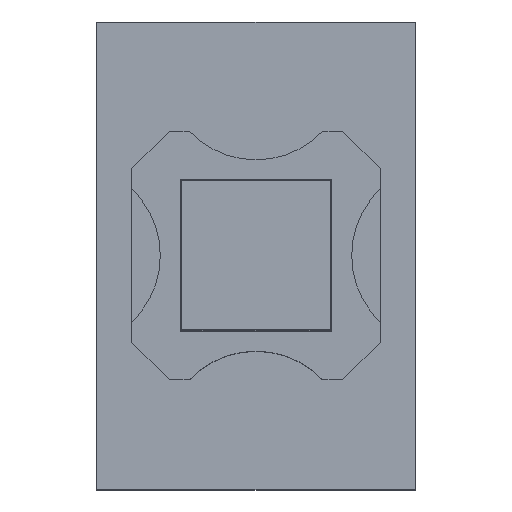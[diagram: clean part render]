
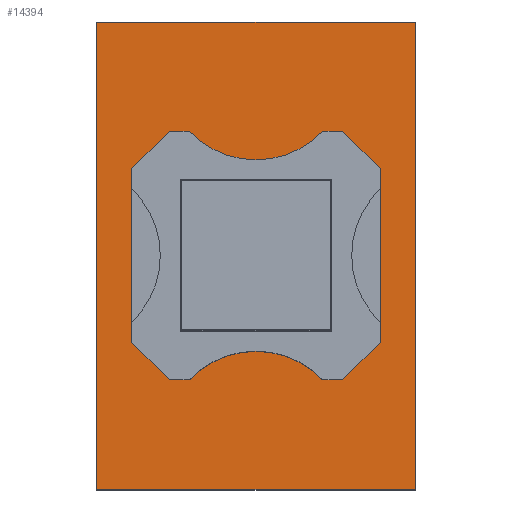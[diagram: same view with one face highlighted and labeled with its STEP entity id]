
A CAD part, top view. The second image highlights one B-rep face of the part: STEP entity #14394.
In plain terms, the highlighted planar face has unit normal (0, 0, 1).
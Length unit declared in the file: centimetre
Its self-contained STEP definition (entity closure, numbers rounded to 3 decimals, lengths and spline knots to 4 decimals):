
#182=FACE_BOUND('',#1852,.T.);
#489=CIRCLE('',#15087,0.371);
#490=CIRCLE('',#15089,0.371);
#1058=FACE_OUTER_BOUND('',#1851,.T.);
#1851=EDGE_LOOP('',(#11466,#11467,#11468,#11469));
#1852=EDGE_LOOP('',(#11470,#11471,#11472,#11473,#11474,#11475,#11476,#11477,
#11478,#11479,#11480,#11481));
#3055=LINE('',#23453,#4789);
#3105=LINE('',#23573,#4839);
#3107=LINE('',#23577,#4841);
#3110=LINE('',#23582,#4844);
#3114=LINE('',#23591,#4848);
#3116=LINE('',#23594,#4850);
#3118=LINE('',#23598,#4852);
#3120=LINE('',#23602,#4854);
#3121=LINE('',#23604,#4855);
#3123=LINE('',#23608,#4857);
#3124=LINE('',#23610,#4858);
#3125=LINE('',#23613,#4859);
#3126=LINE('',#23615,#4860);
#3127=LINE('',#23616,#4861);
#4789=VECTOR('',#17019,1.);
#4839=VECTOR('',#17123,1.);
#4841=VECTOR('',#17127,1.);
#4844=VECTOR('',#17132,1.);
#4848=VECTOR('',#17142,1.);
#4850=VECTOR('',#17146,1.);
#4852=VECTOR('',#17150,1.);
#4854=VECTOR('',#17154,1.);
#4855=VECTOR('',#17157,1.);
#4857=VECTOR('',#17161,1.);
#4858=VECTOR('',#17164,1.);
#4859=VECTOR('',#17167,1.);
#4860=VECTOR('',#17168,1.);
#4861=VECTOR('',#17169,1.);
#6448=VERTEX_POINT('',#23450);
#6449=VERTEX_POINT('',#23452);
#6488=VERTEX_POINT('',#23560);
#6489=VERTEX_POINT('',#23561);
#6490=VERTEX_POINT('',#23566);
#6491=VERTEX_POINT('',#23567);
#6492=VERTEX_POINT('',#23572);
#6493=VERTEX_POINT('',#23576);
#6494=VERTEX_POINT('',#23580);
#6495=VERTEX_POINT('',#23588);
#6496=VERTEX_POINT('',#23590);
#6497=VERTEX_POINT('',#23596);
#6498=VERTEX_POINT('',#23600);
#6499=VERTEX_POINT('',#23606);
#6500=VERTEX_POINT('',#23612);
#6501=VERTEX_POINT('',#23614);
#8185=EDGE_CURVE('',#6448,#6449,#3055,.T.);
#8237=EDGE_CURVE('',#6488,#6489,#489,.T.);
#8240=EDGE_CURVE('',#6490,#6491,#490,.T.);
#8243=EDGE_CURVE('',#6492,#6489,#3105,.T.);
#8245=EDGE_CURVE('',#6493,#6491,#3107,.T.);
#8248=EDGE_CURVE('',#6490,#6494,#3110,.T.);
#8252=EDGE_CURVE('',#6496,#6495,#3114,.T.);
#8254=EDGE_CURVE('',#6495,#6493,#3116,.T.);
#8256=EDGE_CURVE('',#6494,#6497,#3118,.T.);
#8258=EDGE_CURVE('',#6497,#6498,#3120,.T.);
#8259=EDGE_CURVE('',#6498,#6492,#3121,.T.);
#8261=EDGE_CURVE('',#6488,#6499,#3123,.T.);
#8262=EDGE_CURVE('',#6499,#6496,#3124,.T.);
#8263=EDGE_CURVE('',#6449,#6500,#3125,.T.);
#8264=EDGE_CURVE('',#6501,#6448,#3126,.T.);
#8265=EDGE_CURVE('',#6500,#6501,#3127,.T.);
#11466=ORIENTED_EDGE('',*,*,#8263,.F.);
#11467=ORIENTED_EDGE('',*,*,#8185,.F.);
#11468=ORIENTED_EDGE('',*,*,#8264,.F.);
#11469=ORIENTED_EDGE('',*,*,#8265,.F.);
#11470=ORIENTED_EDGE('',*,*,#8252,.T.);
#11471=ORIENTED_EDGE('',*,*,#8254,.T.);
#11472=ORIENTED_EDGE('',*,*,#8245,.T.);
#11473=ORIENTED_EDGE('',*,*,#8240,.F.);
#11474=ORIENTED_EDGE('',*,*,#8248,.T.);
#11475=ORIENTED_EDGE('',*,*,#8256,.T.);
#11476=ORIENTED_EDGE('',*,*,#8258,.T.);
#11477=ORIENTED_EDGE('',*,*,#8259,.T.);
#11478=ORIENTED_EDGE('',*,*,#8243,.T.);
#11479=ORIENTED_EDGE('',*,*,#8237,.F.);
#11480=ORIENTED_EDGE('',*,*,#8261,.T.);
#11481=ORIENTED_EDGE('',*,*,#8262,.T.);
#13691=PLANE('',#15102);
#14394=ADVANCED_FACE('',(#1058,#182),#13691,.T.);
#15087=AXIS2_PLACEMENT_3D('',#23562,#17111,#17112);
#15089=AXIS2_PLACEMENT_3D('',#23568,#17117,#17118);
#15102=AXIS2_PLACEMENT_3D('',#23611,#17165,#17166);
#17019=DIRECTION('',(0.,-1.,0.));
#17111=DIRECTION('center_axis',(0.,0.,-1.));
#17112=DIRECTION('ref_axis',(-0.724,-0.69,0.));
#17117=DIRECTION('center_axis',(0.,0.,-1.));
#17118=DIRECTION('ref_axis',(-0.724,-0.69,0.));
#17123=DIRECTION('',(1.,0.,0.));
#17127=DIRECTION('',(-1.,0.,0.));
#17132=DIRECTION('',(-1.,0.,0.));
#17142=DIRECTION('',(0.,-1.,0.));
#17146=DIRECTION('',(-0.707,-0.707,0.));
#17150=DIRECTION('',(-0.707,0.707,0.));
#17154=DIRECTION('',(0.,1.,0.));
#17157=DIRECTION('',(0.707,0.707,0.));
#17161=DIRECTION('',(1.,0.,0.));
#17164=DIRECTION('',(0.707,-0.707,0.));
#17165=DIRECTION('center_axis',(0.,0.,1.));
#17166=DIRECTION('ref_axis',(0.,-1.,0.));
#17167=DIRECTION('',(-1.,0.,0.));
#17168=DIRECTION('',(1.,0.,0.));
#17169=DIRECTION('',(0.,1.,0.));
#23450=CARTESIAN_POINT('',(0.64,0.94,1.45));
#23452=CARTESIAN_POINT('',(0.64,-0.94,1.45));
#23453=CARTESIAN_POINT('',(0.64,-0.94,1.45));
#23560=CARTESIAN_POINT('',(0.2685,0.5,1.45));
#23561=CARTESIAN_POINT('',(-0.2685,0.5,1.45));
#23562=CARTESIAN_POINT('Origin',(0.,0.756,1.45));
#23566=CARTESIAN_POINT('',(-0.2685,-0.5,1.45));
#23567=CARTESIAN_POINT('',(0.2685,-0.5,1.45));
#23568=CARTESIAN_POINT('Origin',(0.,-0.756,1.45));
#23572=CARTESIAN_POINT('',(-0.3485,0.5,1.45));
#23573=CARTESIAN_POINT('',(-0.1743,0.5,1.45));
#23576=CARTESIAN_POINT('',(0.3485,-0.5,1.45));
#23577=CARTESIAN_POINT('',(0.1743,-0.5,1.45));
#23580=CARTESIAN_POINT('',(-0.3485,-0.5,1.45));
#23582=CARTESIAN_POINT('',(0.1743,-0.5,1.45));
#23588=CARTESIAN_POINT('',(0.5,-0.3485,1.45));
#23590=CARTESIAN_POINT('',(0.5,0.3485,1.45));
#23591=CARTESIAN_POINT('',(0.5,0.1743,1.45));
#23594=CARTESIAN_POINT('',(0.4621,-0.3864,1.45));
#23596=CARTESIAN_POINT('',(-0.5,-0.3485,1.45));
#23598=CARTESIAN_POINT('',(-0.3864,-0.4621,1.45));
#23600=CARTESIAN_POINT('',(-0.5,0.3485,1.45));
#23602=CARTESIAN_POINT('',(-0.5,-0.1743,1.45));
#23604=CARTESIAN_POINT('',(-0.4621,0.3864,1.45));
#23606=CARTESIAN_POINT('',(0.3485,0.5,1.45));
#23608=CARTESIAN_POINT('',(-0.1743,0.5,1.45));
#23610=CARTESIAN_POINT('',(0.3864,0.4621,1.45));
#23611=CARTESIAN_POINT('Origin',(0.,0.,1.45));
#23612=CARTESIAN_POINT('',(-0.64,-0.94,1.45));
#23613=CARTESIAN_POINT('',(-0.64,-0.94,1.45));
#23614=CARTESIAN_POINT('',(-0.64,0.94,1.45));
#23615=CARTESIAN_POINT('',(0.64,0.94,1.45));
#23616=CARTESIAN_POINT('',(-0.64,0.94,1.45));
